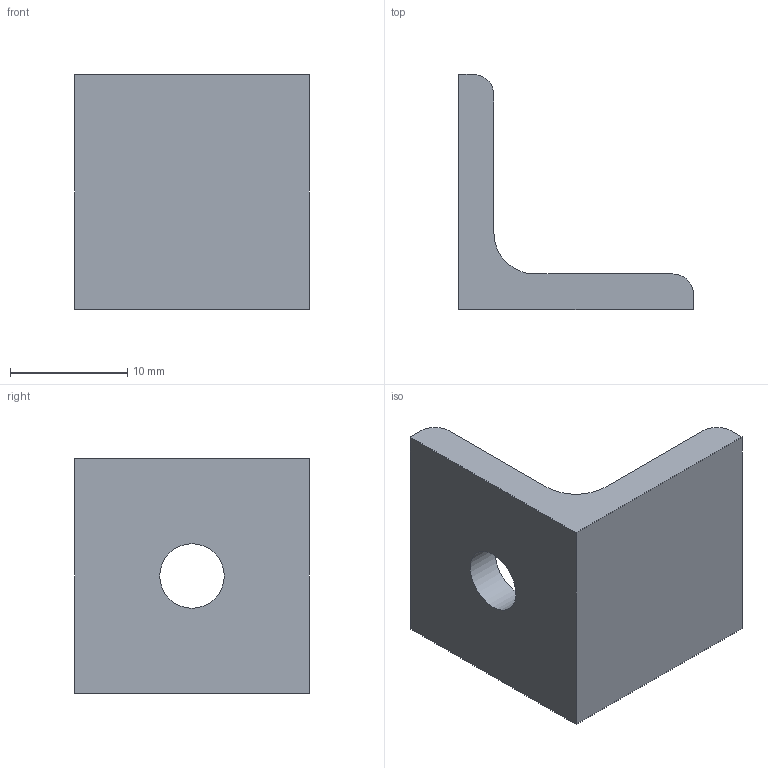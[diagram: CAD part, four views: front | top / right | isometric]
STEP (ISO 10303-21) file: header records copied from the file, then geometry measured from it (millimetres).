
FILE_DESCRIPTION(/* description */ (''),/* implementation_level */ '2;1');
FILE_NAME(/* name */ '13211_KriTec_Anschweißwinkel_5_20x20x3_L=20_Stahl.stp',/* time_stamp */ '2015-03-04T11:34:28+01:00',/* author */ ('kostic'),/* organization */ (''),/* preprocessor_version */ 'ST-DEVELOPER v15.2',/* originating_system */ 'Autodesk Inventor 2014',/* authorisation */ '');
FILE_SCHEMA (('CONFIG_CONTROL_DESIGN'));
Length unit declared in the file: millimetre
Products named in the file (1): 13211_KriTec_Anschweißwinkel_5_20x20x3_L=20_Stahl
Bounding box: 20 x 20 x 20 mm (x, y, z)
Volume: 2175 mm3; surface area: 1768.9 mm2
Topology: 1 solids, 1 shells, 12 faces, 31 edges, 21 vertices
Faces by surface type: plane 8, cylinder 4
Full cylindrical faces by diameter (mm): 5.5 x1
Entity records: 382 total; most frequent: DIRECTION 63, CARTESIAN_POINT 62, ORIENTED_EDGE 58, EDGE_CURVE 29, LINE 21, VECTOR 21, AXIS2_PLACEMENT_3D 21, VERTEX_POINT 20
